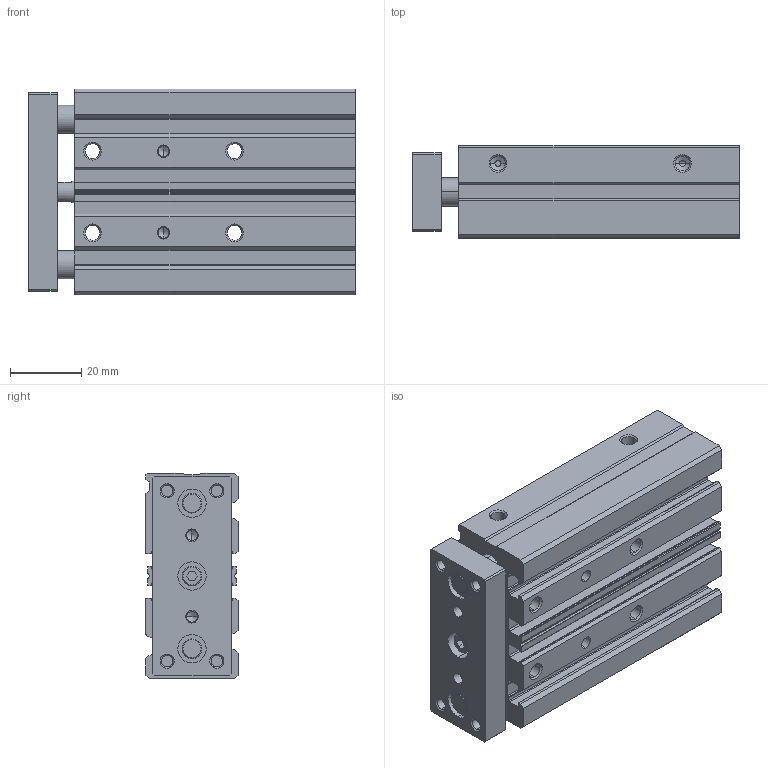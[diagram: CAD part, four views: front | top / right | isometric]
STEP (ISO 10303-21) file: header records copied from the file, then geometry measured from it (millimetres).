
FILE_DESCRIPTION (( 'STEP AP203' ), '1' );
FILE_NAME ('E12M050MD-M.step', '2021-03-08T15:53:01', ( '' ), ( '' ), 'SwSTEP 2.0', 'SolidWorks 2019', '' );
FILE_SCHEMA (( 'CONFIG_CONTROL_DESIGN' ));
Length unit declared in the file: millimetre
Products named in the file (3): E12M050MD-D_BODY; E12M050MD-M_ENDPLATE; E12M050MD-M
Assembly tree (2 placements, depth 2):
  E12M050MD-M
    E12M050MD-D_BODY
    E12M050MD-M_ENDPLATE
Bounding box: 92 x 26 x 58 mm (x, y, z)
Volume: 104625.9 mm3; surface area: 43053.2 mm2
Topology: 5 solids, 5 shells, 413 faces, 1038 edges, 647 vertices
Faces by surface type: cylinder 188, plane 137, cone 88
Entity records: 12669 total; most frequent: DIRECTION 2262, CARTESIAN_POINT 2201, ORIENTED_EDGE 2028, EDGE_CURVE 1014, AXIS2_PLACEMENT_3D 846, VERTEX_POINT 647, LINE 570, VECTOR 570
